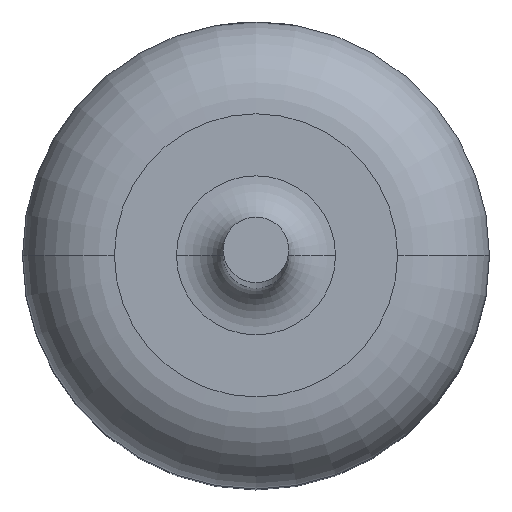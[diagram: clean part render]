
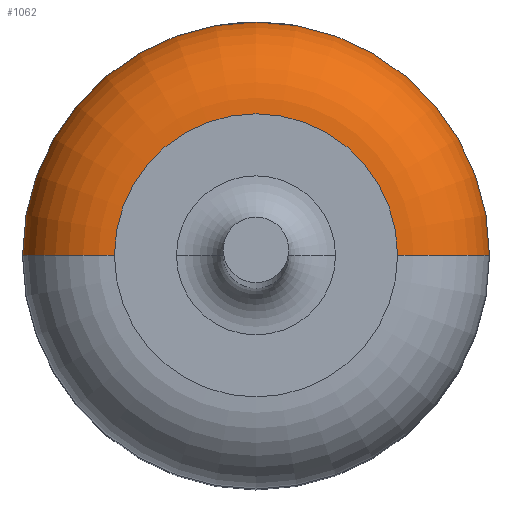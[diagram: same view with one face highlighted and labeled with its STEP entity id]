
A CAD part, top view. The second image highlights one B-rep face of the part: STEP entity #1062.
In plain terms, the highlighted toroidal (fillet/blend) face has major radius 1.155 mm and minor radius 0.75 mm.
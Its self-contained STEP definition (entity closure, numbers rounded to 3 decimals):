
#204 = ORIENTED_EDGE ( 'NONE', *, *, #1770, .F. ) ;
#209 = AXIS2_PLACEMENT_3D ( 'NONE', #897, #3086, #940 ) ;
#215 = DIRECTION ( 'NONE',  ( 0., 0., 1. ) ) ;
#223 = EDGE_LOOP ( 'NONE', ( #1631, #1500, #204, #2785 ) ) ;
#260 = DIRECTION ( 'NONE',  ( -1., 0., 0. ) ) ;
#465 = DIRECTION ( 'NONE',  ( 1., 0., 0. ) ) ;
#501 = CARTESIAN_POINT ( 'NONE',  ( -1.155, 0., 2.3 ) ) ;
#587 = AXIS2_PLACEMENT_3D ( 'NONE', #1063, #2661, #465 ) ;
#710 = CARTESIAN_POINT ( 'NONE',  ( 1.905, 0., 2.3 ) ) ;
#878 = CARTESIAN_POINT ( 'NONE',  ( 1.155, 0., 2.3 ) ) ;
#897 = CARTESIAN_POINT ( 'NONE',  ( 0., 0., 2.3 ) ) ;
#940 = DIRECTION ( 'NONE',  ( 1., 0., 0. ) ) ;
#942 = CARTESIAN_POINT ( 'NONE',  ( 1.155, 0., 3.05 ) ) ;
#1032 = VERTEX_POINT ( 'NONE', #2732 ) ;
#1062 = ADVANCED_FACE ( 'NONE', ( #1195 ), #2887, .T. ) ;
#1063 = CARTESIAN_POINT ( 'NONE',  ( 0., 0., 2.3 ) ) ;
#1109 = EDGE_CURVE ( 'NONE', #1032, #1139, #2373, .T. ) ;
#1139 = VERTEX_POINT ( 'NONE', #2378 ) ;
#1195 = FACE_OUTER_BOUND ( 'NONE', #223, .T. ) ;
#1267 = CARTESIAN_POINT ( 'NONE',  ( 0., 0., 3.05 ) ) ;
#1272 = AXIS2_PLACEMENT_3D ( 'NONE', #878, #3037, #2763 ) ;
#1500 = ORIENTED_EDGE ( 'NONE', *, *, #1109, .T. ) ;
#1506 = DIRECTION ( 'NONE',  ( 1., 0., 0. ) ) ;
#1514 = AXIS2_PLACEMENT_3D ( 'NONE', #1267, #215, #1506 ) ;
#1553 = CIRCLE ( 'NONE', #1514, 1.155 ) ;
#1631 = ORIENTED_EDGE ( 'NONE', *, *, #2518, .F. ) ;
#1770 = EDGE_CURVE ( 'NONE', #2351, #1139, #1553, .T. ) ;
#1824 = VERTEX_POINT ( 'NONE', #710 ) ;
#2019 = EDGE_CURVE ( 'NONE', #1824, #2351, #2699, .T. ) ;
#2351 = VERTEX_POINT ( 'NONE', #942 ) ;
#2373 = CIRCLE ( 'NONE', #2643, 0.75 ) ;
#2378 = CARTESIAN_POINT ( 'NONE',  ( -1.155, 0., 3.05 ) ) ;
#2392 = DIRECTION ( 'NONE',  ( 0., 1., 0. ) ) ;
#2518 = EDGE_CURVE ( 'NONE', #1032, #1824, #2816, .T. ) ;
#2643 = AXIS2_PLACEMENT_3D ( 'NONE', #501, #2392, #260 ) ;
#2661 = DIRECTION ( 'NONE',  ( 0., 0., -1. ) ) ;
#2699 = CIRCLE ( 'NONE', #1272, 0.75 ) ;
#2732 = CARTESIAN_POINT ( 'NONE',  ( -1.905, 0., 2.3 ) ) ;
#2763 = DIRECTION ( 'NONE',  ( 0., 0., -1. ) ) ;
#2785 = ORIENTED_EDGE ( 'NONE', *, *, #2019, .F. ) ;
#2816 = CIRCLE ( 'NONE', #587, 1.905 ) ;
#2887 = TOROIDAL_SURFACE ( 'NONE', #209, 1.155, 0.75 ) ;
#3037 = DIRECTION ( 'NONE',  ( 0., -1., 0. ) ) ;
#3086 = DIRECTION ( 'NONE',  ( 0., 0., 1. ) ) ;
